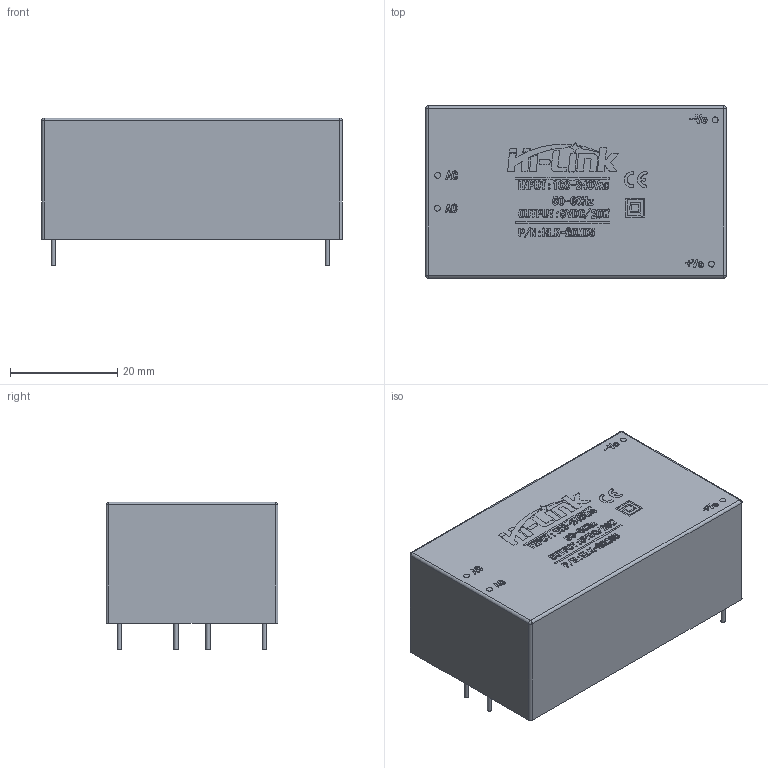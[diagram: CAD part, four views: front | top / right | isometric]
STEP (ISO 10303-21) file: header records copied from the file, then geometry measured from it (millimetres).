
FILE_DESCRIPTION(/* description */ (''),/* implementation_level */ '2;1');
FILE_NAME(/* name */ 'HLK-20M05 v8.step',/* time_stamp */ '2020-08-20T15:06:12+03:00',/* author */ (''),/* organization */ (''),/* preprocessor_version */ 'ST-DEVELOPER v18.1',/* originating_system */ 'Autodesk Translation Framework v9.3.0.1241',/* authorisation */ '');
FILE_SCHEMA (('AUTOMOTIVE_DESIGN { 1 0 10303 214 3 1 1 }'));
Length unit declared in the file: millimetre
Products named in the file (1): HLK-20M05
Bounding box: 56 x 32 x 27.52 mm (x, y, z)
Volume: 40315.4 mm3; surface area: 7682.2 mm2
Topology: 1 solids, 91 shells, 177 faces, 999 edges, 925 vertices
Faces by surface type: plane 108, bspline 50, cylinder 15, sphere 4
Full cylindrical faces by diameter (mm): 0.8 x4
Entity records: 10994 total; most frequent: CARTESIAN_POINT 5019, ORIENTED_EDGE 1209, EDGE_CURVE 999, VERTEX_POINT 925, B_SPLINE_CURVE_WITH_KNOTS 851, DIRECTION 459, EDGE_LOOP 207, AXIS2_PLACEMENT_3D 183
